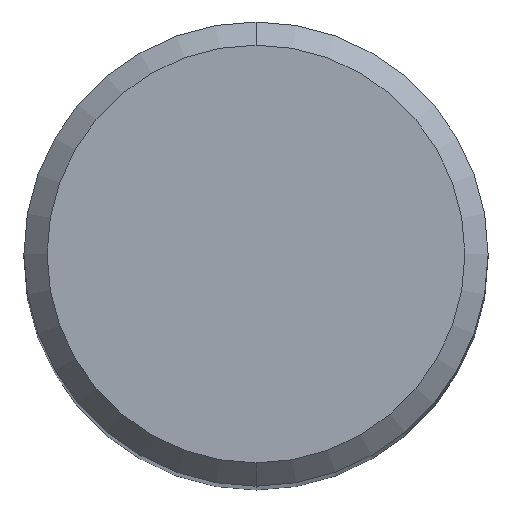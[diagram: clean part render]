
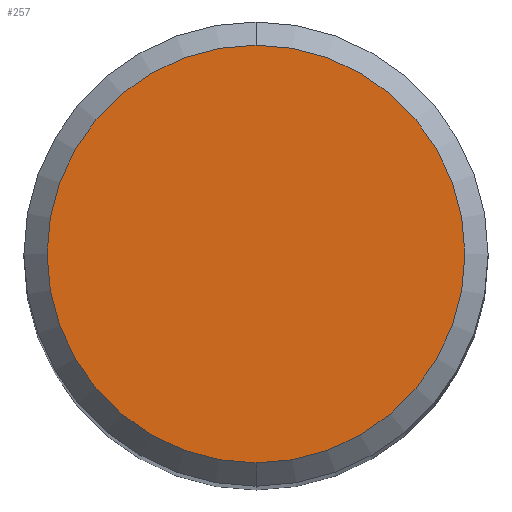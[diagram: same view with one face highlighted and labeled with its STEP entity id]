
A CAD part, top view. The second image highlights one B-rep face of the part: STEP entity #257.
In plain terms, the highlighted planar face has unit normal (0, 0, 1).
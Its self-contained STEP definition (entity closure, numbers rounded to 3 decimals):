
#171=EDGE_CURVE('',#343,#261,#463,.T.);
#189=EDGE_CURVE('',#261,#343,#483,.T.);
#257=ADVANCED_FACE('',(#558),#559,.T.);
#261=VERTEX_POINT('',#563);
#343=VERTEX_POINT('',#654);
#463=CIRCLE('',#775,4.5);
#483=CIRCLE('',#814,4.5);
#558=FACE_OUTER_BOUND('',#944,.T.);
#559=PLANE('',#945);
#563=CARTESIAN_POINT('',(0.0,4.5,46.614));
#654=CARTESIAN_POINT('',(0.,-4.5,46.614));
#775=AXIS2_PLACEMENT_3D('',#1421,#1422,#1423);
#814=AXIS2_PLACEMENT_3D('',#1455,#1456,#1457);
#944=EDGE_LOOP('',(#1551,#1552));
#945=AXIS2_PLACEMENT_3D('',#1553,#1554,#1555);
#1421=CARTESIAN_POINT('',(0.0,0.0,46.614));
#1422=DIRECTION('',(0.0,0.0,-1.0));
#1423=DIRECTION('',(0.0,1.0,0.0));
#1455=CARTESIAN_POINT('',(0.0,0.0,46.614));
#1456=DIRECTION('',(0.0,0.0,-1.0));
#1457=DIRECTION('',(0.0,1.0,0.0));
#1551=ORIENTED_EDGE('',*,*,#189,.F.);
#1552=ORIENTED_EDGE('',*,*,#171,.F.);
#1553=CARTESIAN_POINT('',(0.0,2.25,46.614));
#1554=DIRECTION('',(-0.0,0.0,1.0));
#1555=DIRECTION('',(0.0,-1.0,0.0));
